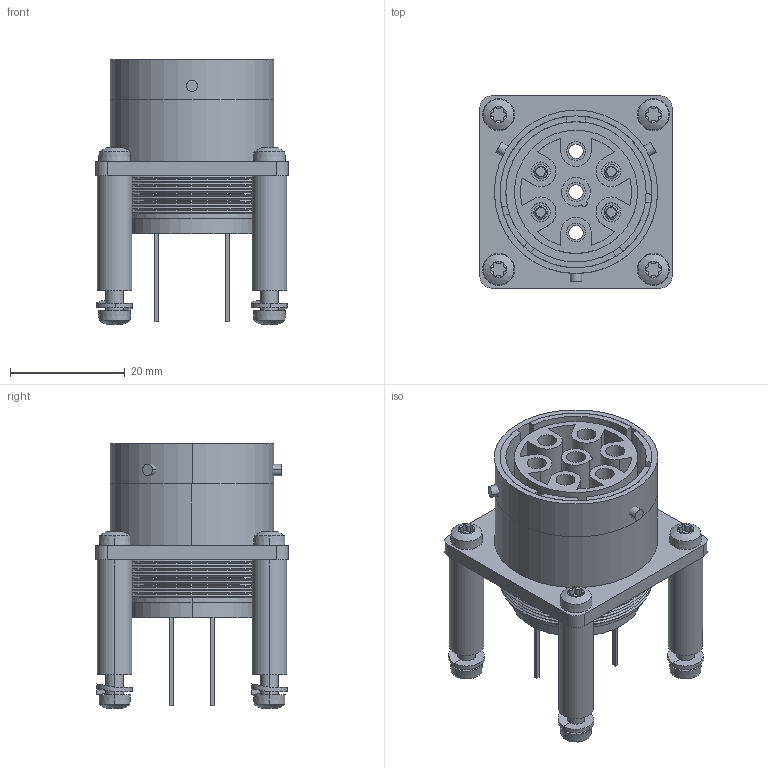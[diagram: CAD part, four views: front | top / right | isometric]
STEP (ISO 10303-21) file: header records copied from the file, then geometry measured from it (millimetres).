
FILE_DESCRIPTION((''),'2;1');
FILE_NAME('EDA-02399-V1-0.stp','2011-09-20T11:27:43',(''),(''),'Mechanical Desktop 2011','Mechanical Desktop 2011',', , ');
FILE_SCHEMA(('AUTOMOTIVE_DESIGN { 1 2 10303 214 1 1 1 1 }'));
Length unit declared in the file: millimetre
Products named in the file (2): Product; 1
Bounding box: 33.5 x 33.5 x 46.19 mm (x, y, z)
Volume: 14459.6 mm3; surface area: 23154.2 mm2
Topology: 37 solids, 37 shells, 617 faces, 1458 edges, 950 vertices
Faces by surface type: cylinder 298, plane 211, cone 92, sphere 8, torus 8
Entity records: 17303 total; most frequent: CARTESIAN_POINT 3964, DIRECTION 2928, ORIENTED_EDGE 2592, EDGE_CURVE 1296, AXIS2_PLACEMENT_3D 1182, VERTEX_POINT 842, EDGE_LOOP 662, CIRCLE 604
